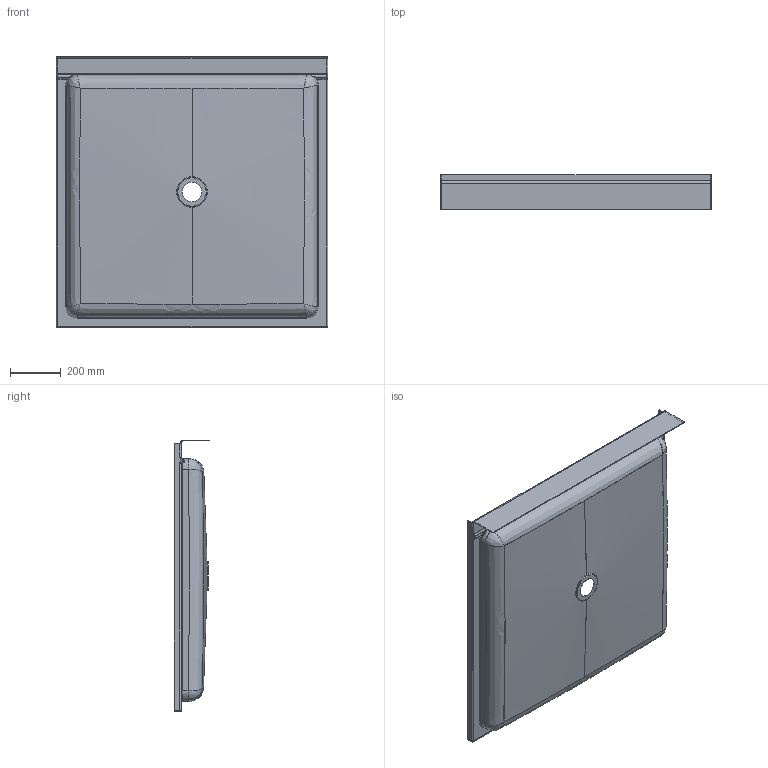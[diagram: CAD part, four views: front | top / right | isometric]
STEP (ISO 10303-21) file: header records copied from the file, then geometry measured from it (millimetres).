
FILE_DESCRIPTION (( 'STEP AP203' ), '1' );
FILE_NAME ('SS-4242.STEP', '2021-01-06T20:44:54', ( '' ), ( '' ), 'SwSTEP 2.0', 'SolidWorks 2020', '' );
FILE_SCHEMA (( 'CONFIG_CONTROL_DESIGN' ));
Length unit declared in the file: inch
Products named in the file (1): SS-4242
Bounding box: 1066.8 x 139.7 x 1066.8 mm (x, y, z)
Volume: 4914556.1 mm3; surface area: 3111504.6 mm2
Topology: 1 solids, 1 shells, 164 faces, 394 edges, 208 vertices
Faces by surface type: cylinder 52, bspline 36, plane 30, torus 22, cone 12, sphere 12
Entity records: 7535 total; most frequent: CARTESIAN_POINT 4039, ORIENTED_EDGE 732, DIRECTION 710, EDGE_CURVE 366, AXIS2_PLACEMENT_3D 291, VERTEX_POINT 204, EDGE_LOOP 166, ADVANCED_FACE 164
